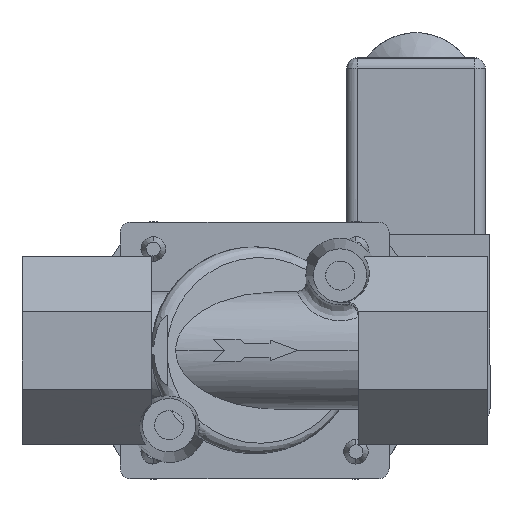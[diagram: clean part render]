
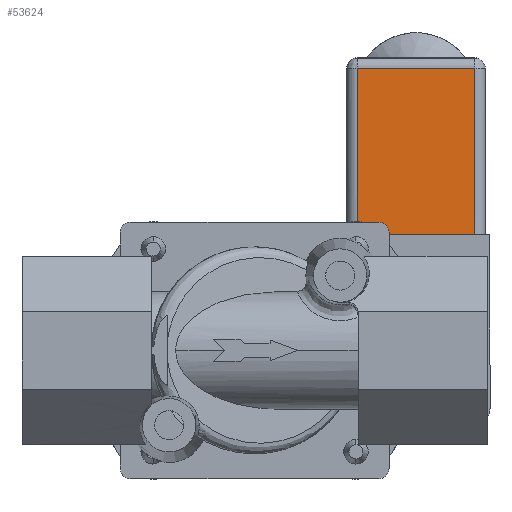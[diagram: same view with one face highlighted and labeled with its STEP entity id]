
A CAD part, front view. The second image highlights one B-rep face of the part: STEP entity #53624.
In plain terms, the highlighted planar face has unit normal (0, -1, 0).
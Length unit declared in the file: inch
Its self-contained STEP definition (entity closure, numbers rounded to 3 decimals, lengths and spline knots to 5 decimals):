
#1302 = DIRECTION ( 'NONE',  ( 1., 0., 0. ) ) ;
#1708 = DIRECTION ( 'NONE',  ( -1., 0., 0. ) ) ;
#3045 = ORIENTED_EDGE ( 'NONE', *, *, #39715, .F. ) ;
#4812 = CARTESIAN_POINT ( 'NONE',  ( 0.6, 1.329, 0.677 ) ) ;
#5519 = CARTESIAN_POINT ( 'NONE',  ( 0.943, 1.329, 1.184 ) ) ;
#5826 = EDGE_CURVE ( 'NONE', #9540, #30266, #40411, .T. ) ;
#7171 = VERTEX_POINT ( 'NONE', #39983 ) ;
#7618 = ORIENTED_EDGE ( 'NONE', *, *, #44006, .T. ) ;
#9540 = VERTEX_POINT ( 'NONE', #29364 ) ;
#13483 = VECTOR ( 'NONE', #51925, 39.37008 ) ;
#17083 = EDGE_CURVE ( 'NONE', #7171, #48877, #37283, .T. ) ;
#17108 = DIRECTION ( 'NONE',  ( -1., 0., 0. ) ) ;
#19434 = LINE ( 'NONE', #49635, #29822 ) ;
#23314 = PLANE ( 'NONE',  #40570 ) ;
#24647 = FACE_OUTER_BOUND ( 'NONE', #33465, .T. ) ;
#27275 = VECTOR ( 'NONE', #17108, 39.37008 ) ;
#27562 = DIRECTION ( 'NONE',  ( 0., 0., 1. ) ) ;
#27764 = DIRECTION ( 'NONE',  ( 0., -1., 0. ) ) ;
#29364 = CARTESIAN_POINT ( 'NONE',  ( 1.286, 1.329, 0.677 ) ) ;
#29822 = VECTOR ( 'NONE', #27562, 39.37008 ) ;
#30266 = VERTEX_POINT ( 'NONE', #4812 ) ;
#33465 = EDGE_LOOP ( 'NONE', ( #34709, #3045, #50462, #7618 ) ) ;
#34709 = ORIENTED_EDGE ( 'NONE', *, *, #17083, .T. ) ;
#36392 = CARTESIAN_POINT ( 'NONE',  ( 0.6, 1.329, 1.649 ) ) ;
#37283 = LINE ( 'NONE', #54731, #40113 ) ;
#39715 = EDGE_CURVE ( 'NONE', #30266, #48877, #48785, .T. ) ;
#39983 = CARTESIAN_POINT ( 'NONE',  ( 1.286, 1.329, 1.649 ) ) ;
#40113 = VECTOR ( 'NONE', #1708, 39.37008 ) ;
#40411 = LINE ( 'NONE', #43609, #27275 ) ;
#40570 = AXIS2_PLACEMENT_3D ( 'NONE', #5519, #27764, #1302 ) ;
#43609 = CARTESIAN_POINT ( 'NONE',  ( 1.376, 1.329, 0.677 ) ) ;
#44006 = EDGE_CURVE ( 'NONE', #9540, #7171, #19434, .T. ) ;
#47477 = CARTESIAN_POINT ( 'NONE',  ( 0.6, 1.329, 0.9205 ) ) ;
#48785 = LINE ( 'NONE', #47477, #13483 ) ;
#48877 = VERTEX_POINT ( 'NONE', #36392 ) ;
#49635 = CARTESIAN_POINT ( 'NONE',  ( 1.286, 1.329, 1.184 ) ) ;
#50462 = ORIENTED_EDGE ( 'NONE', *, *, #5826, .F. ) ;
#51925 = DIRECTION ( 'NONE',  ( 0., 0., 1. ) ) ;
#53624 = ADVANCED_FACE ( 'NONE', ( #24647 ), #23314, .T. ) ;
#54731 = CARTESIAN_POINT ( 'NONE',  ( 0.943, 1.329, 1.649 ) ) ;
